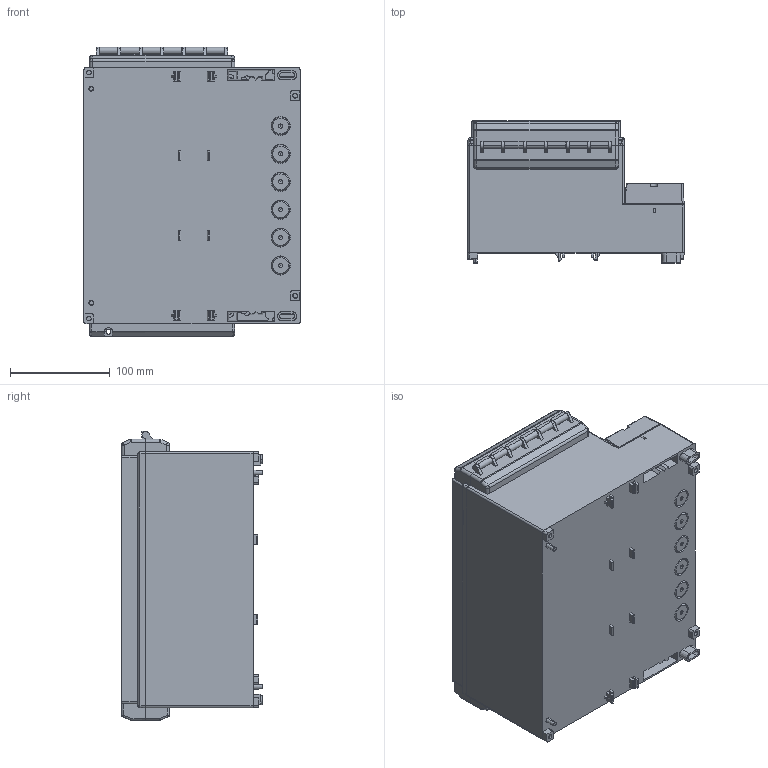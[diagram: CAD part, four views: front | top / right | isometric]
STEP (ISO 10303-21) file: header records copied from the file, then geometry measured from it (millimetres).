
FILE_DESCRIPTION (( 'STEP AP214' ), '1' );
FILE_NAME ('DC007CUL_DC007CBU.STEP', '2012-04-17T02:44:33', ( 'NEF User' ), ( 'NEF User' ), 'SwSTEP 2.0', 'SolidWorks 2012', '' );
FILE_SCHEMA (( 'AUTOMOTIVE_DESIGN' ));
Products named in the file (8): DC009-轉軸-母; DC009-轉軸-公; DC009-卡勾-母; DC009-卡勾-公; DC007-灰色上蓋; DC007-透明上蓋; DC007-本體; DC007CUL_DC007CBU
Assembly tree (7 placements, depth 2):
  DC007CUL_DC007CBU
    DC007-本體
    DC007-透明上蓋
    DC007-灰色上蓋
    DC009-卡勾-公
    DC009-卡勾-母
    DC009-轉軸-公
    DC009-轉軸-母
Bounding box: 217 x 142.5 x 290.5 mm (x, y, z)
Volume: 862932.2 mm3; surface area: 624698.4 mm2
Topology: 7 solids, 7 shells, 2516 faces, 6934 edges, 4590 vertices
Faces by surface type: plane 1590, cylinder 506, cone 302, bspline 118
Entity records: 96229 total; most frequent: CARTESIAN_POINT 35560, ORIENTED_EDGE 13818, DIRECTION 10492, EDGE_CURVE 6909, VERTEX_POINT 4590, LINE 3990, VECTOR 3990, AXIS2_PLACEMENT_3D 3251
